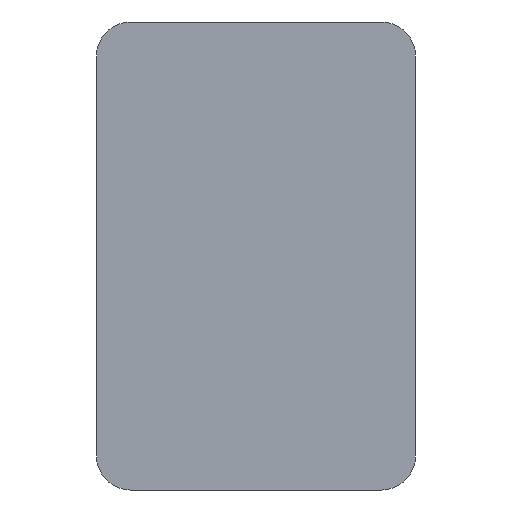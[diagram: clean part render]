
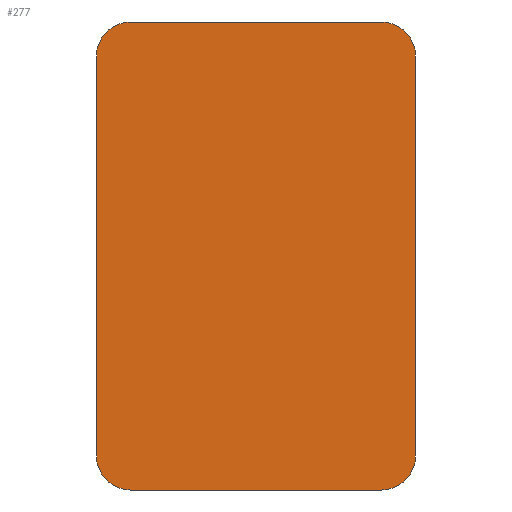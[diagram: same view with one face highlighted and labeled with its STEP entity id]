
A CAD part, front view. The second image highlights one B-rep face of the part: STEP entity #277.
In plain terms, the highlighted planar face has unit normal (0, -1, 0).
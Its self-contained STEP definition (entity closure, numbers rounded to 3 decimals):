
#206=CARTESIAN_POINT('Axis2P3D Location',(0.,0.,0.)) ;
#211=CARTESIAN_POINT('Axis2P3D Location',(-59.,0.,-94.)) ;
#215=CARTESIAN_POINT('Vertex',(-75.,0.,-94.)) ;
#217=CARTESIAN_POINT('Vertex',(-59.,0.,-110.)) ;
#220=CARTESIAN_POINT('Line Origine',(0.,0.,-110.)) ;
#224=CARTESIAN_POINT('Vertex',(59.,0.,-110.)) ;
#227=CARTESIAN_POINT('Axis2P3D Location',(59.,0.,-94.)) ;
#231=CARTESIAN_POINT('Vertex',(75.,0.,-94.)) ;
#234=CARTESIAN_POINT('Line Origine',(75.,0.,0.)) ;
#238=CARTESIAN_POINT('Vertex',(75.,0.,94.)) ;
#241=CARTESIAN_POINT('Axis2P3D Location',(59.,0.,94.)) ;
#245=CARTESIAN_POINT('Vertex',(59.,0.,110.)) ;
#248=CARTESIAN_POINT('Line Origine',(0.,0.,110.)) ;
#252=CARTESIAN_POINT('Vertex',(-59.,0.,110.)) ;
#255=CARTESIAN_POINT('Axis2P3D Location',(-59.,0.,94.)) ;
#259=CARTESIAN_POINT('Vertex',(-75.,0.,94.)) ;
#262=CARTESIAN_POINT('Line Origine',(-75.,0.,0.)) ;
#222=VECTOR('Line Direction',#221,1.) ;
#236=VECTOR('Line Direction',#235,1.) ;
#250=VECTOR('Line Direction',#249,1.) ;
#264=VECTOR('Line Direction',#263,1.) ;
#207=DIRECTION('Axis2P3D Direction',(0.,1.,-0.)) ;
#208=DIRECTION('Axis2P3D XDirection',(-1.,0.,0.)) ;
#212=DIRECTION('Axis2P3D Direction',(0.,1.,-0.)) ;
#221=DIRECTION('Vector Direction',(1.,0.,0.)) ;
#228=DIRECTION('Axis2P3D Direction',(0.,1.,-0.)) ;
#235=DIRECTION('Vector Direction',(0.,0.,-1.)) ;
#242=DIRECTION('Axis2P3D Direction',(0.,1.,-0.)) ;
#249=DIRECTION('Vector Direction',(1.,0.,0.)) ;
#256=DIRECTION('Axis2P3D Direction',(0.,1.,-0.)) ;
#263=DIRECTION('Vector Direction',(0.,0.,1.)) ;
#209=AXIS2_PLACEMENT_3D('Plane Axis2P3D',#206,#207,#208) ;
#213=AXIS2_PLACEMENT_3D('Circle Axis2P3D',#211,#212,$) ;
#229=AXIS2_PLACEMENT_3D('Circle Axis2P3D',#227,#228,$) ;
#243=AXIS2_PLACEMENT_3D('Circle Axis2P3D',#241,#242,$) ;
#257=AXIS2_PLACEMENT_3D('Circle Axis2P3D',#255,#256,$) ;
#223=LINE('Line',#220,#222) ;
#237=LINE('Line',#234,#236) ;
#251=LINE('Line',#248,#250) ;
#265=LINE('Line',#262,#264) ;
#214=CIRCLE('generated circle',#213,16.) ;
#230=CIRCLE('generated circle',#229,16.) ;
#244=CIRCLE('generated circle',#243,16.) ;
#258=CIRCLE('generated circle',#257,16.) ;
#210=PLANE('',#209) ;
#219=EDGE_CURVE('',#216,#218,#214,.F.) ;
#226=EDGE_CURVE('',#218,#225,#223,.T.) ;
#233=EDGE_CURVE('',#225,#232,#230,.F.) ;
#240=EDGE_CURVE('',#232,#239,#237,.F.) ;
#247=EDGE_CURVE('',#246,#239,#244,.T.) ;
#254=EDGE_CURVE('',#253,#246,#251,.T.) ;
#261=EDGE_CURVE('',#260,#253,#258,.T.) ;
#266=EDGE_CURVE('',#260,#216,#265,.F.) ;
#268=ORIENTED_EDGE('',*,*,#219,.T.) ;
#269=ORIENTED_EDGE('',*,*,#226,.T.) ;
#270=ORIENTED_EDGE('',*,*,#233,.T.) ;
#271=ORIENTED_EDGE('',*,*,#240,.T.) ;
#272=ORIENTED_EDGE('',*,*,#247,.F.) ;
#273=ORIENTED_EDGE('',*,*,#254,.F.) ;
#274=ORIENTED_EDGE('',*,*,#261,.F.) ;
#275=ORIENTED_EDGE('',*,*,#266,.T.) ;
#267=EDGE_LOOP('',(#268,#269,#270,#271,#272,#273,#274,#275)) ;
#216=VERTEX_POINT('',#215) ;
#218=VERTEX_POINT('',#217) ;
#225=VERTEX_POINT('',#224) ;
#232=VERTEX_POINT('',#231) ;
#239=VERTEX_POINT('',#238) ;
#246=VERTEX_POINT('',#245) ;
#253=VERTEX_POINT('',#252) ;
#260=VERTEX_POINT('',#259) ;
#277=ADVANCED_FACE('PartBody',(#276),#210,.F.) ;
#276=FACE_OUTER_BOUND('',#267,.T.) ;
